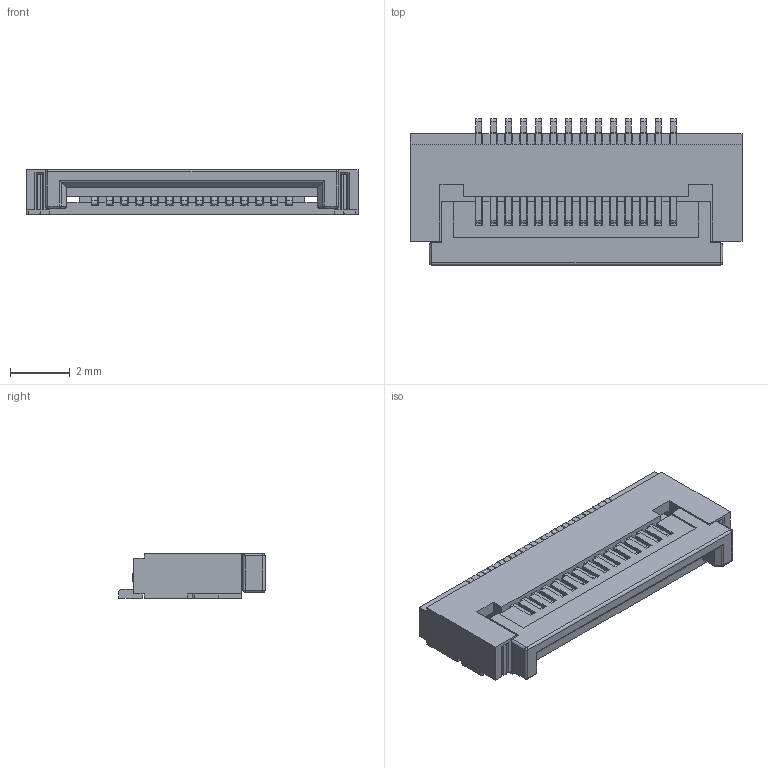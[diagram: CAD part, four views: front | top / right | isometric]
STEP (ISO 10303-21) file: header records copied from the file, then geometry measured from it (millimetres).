
FILE_DESCRIPTION (( 'STEP AP214' ), '1' );
FILE_NAME ('FPC-SMD_14P-P0.50_XUNPU_FPC-05F-14PH15.STEP', '2021-09-06T14:55:38', ( '' ), ( '' ), 'SwSTEP 2.0', 'SolidWorks 2020', '' );
FILE_SCHEMA (( 'AUTOMOTIVE_DESIGN' ));
Length unit declared in the file: millimetre
Products named in the file (1): FPC-SMD_14P-P0.50_XUNPU_FPC-05F-14PH15
Bounding box: 11.1 x 4.9 x 1.5 mm (x, y, z)
Volume: 48.4 mm3; surface area: 408.9 mm2
Topology: 18 solids, 18 shells, 682 faces, 1977 edges, 1298 vertices
Faces by surface type: plane 594, cylinder 68, bspline 12, sphere 8
Entity records: 30534 total; most frequent: CARTESIAN_POINT 4850, ORIENTED_EDGE 3938, DIRECTION 3399, EDGE_CURVE 1969, VECTOR 1817, LINE 1817, VERTEX_POINT 1298, AXIS2_PLACEMENT_3D 791
